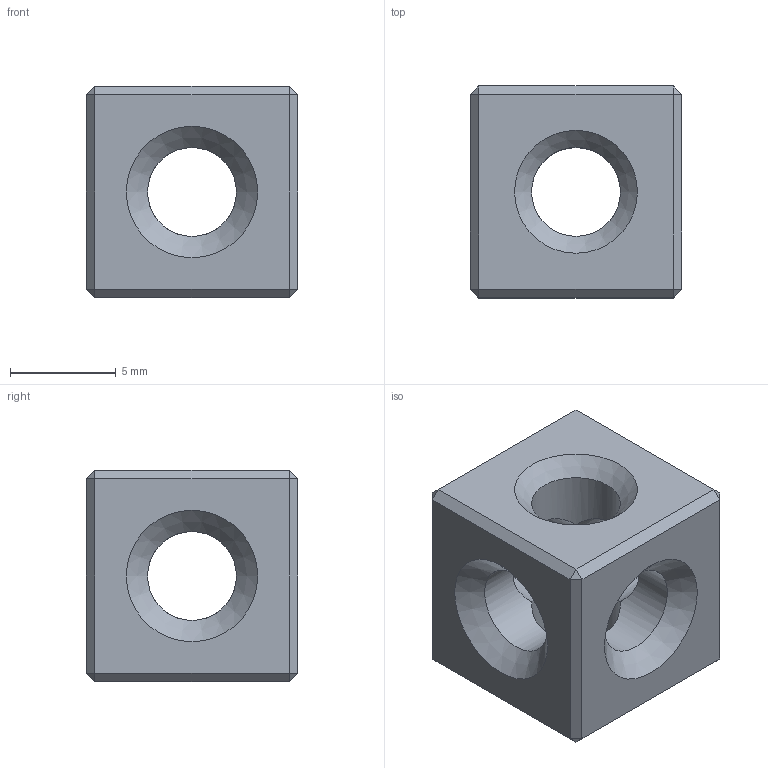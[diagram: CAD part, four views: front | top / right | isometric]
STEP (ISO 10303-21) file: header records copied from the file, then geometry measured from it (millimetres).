
FILE_DESCRIPTION(('FreeCAD Model'),'2;1');
FILE_NAME('Open CASCADE Shape Model','2024-10-01T21:29:32',('Author'),( ''),'Open CASCADE STEP processor 7.7','Ondsel','Unknown');
FILE_SCHEMA(('AUTOMOTIVE_DESIGN { 1 0 10303 214 1 1 1 1 }'));
Length unit declared in the file: millimetre
Products named in the file (1): Body
Bounding box: 10 x 10 x 10 mm (x, y, z)
Volume: 639.8 mm3; surface area: 698 mm2
Topology: 1 solids, 1 shells, 38 faces, 92 edges, 52 vertices
Faces by surface type: plane 26, cone 6, cylinder 6
Full cylindrical faces by diameter (mm): 4.2 x6
Entity records: 1126 total; most frequent: DIRECTION 202, ORIENTED_EDGE 184, CARTESIAN_POINT 183, EDGE_CURVE 92, AXIS2_PLACEMENT_3D 71, LINE 60, VECTOR 60, VERTEX_POINT 52
